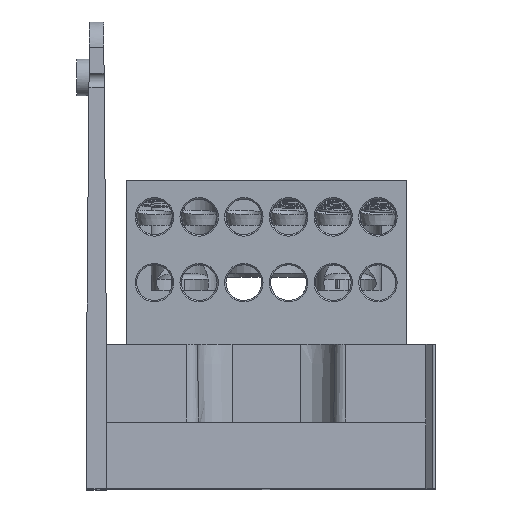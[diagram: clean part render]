
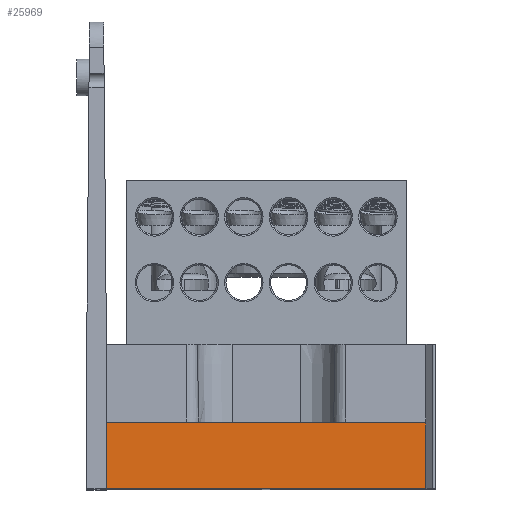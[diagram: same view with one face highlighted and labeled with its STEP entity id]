
A CAD part, top view. The second image highlights one B-rep face of the part: STEP entity #25969.
In plain terms, the highlighted planar face has unit normal (0, -0.035, -0.999).
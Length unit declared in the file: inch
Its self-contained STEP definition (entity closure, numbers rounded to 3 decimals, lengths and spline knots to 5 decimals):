
#1158 = CARTESIAN_POINT ( 'NONE',  ( 1.215, 0., 2.75 ) ) ;
#1586 = CARTESIAN_POINT ( 'NONE',  ( 1.215, 0.5, 2.73254 ) ) ;
#4982 = EDGE_CURVE ( 'NONE', #28626, #34571, #28723, .T. ) ;
#5698 = DIRECTION ( 'NONE',  ( 0., 0.035, 0.999 ) ) ;
#6179 = FACE_OUTER_BOUND ( 'NONE', #8645, .T. ) ;
#6575 = EDGE_CURVE ( 'NONE', #28626, #7850, #27728, .T. ) ;
#6936 = LINE ( 'NONE', #19095, #12476 ) ;
#7671 = AXIS2_PLACEMENT_3D ( 'NONE', #15442, #5698, #28408 ) ;
#7850 = VERTEX_POINT ( 'NONE', #1586 ) ;
#8193 = CARTESIAN_POINT ( 'NONE',  ( -1.215, 0.5, 2.73254 ) ) ;
#8645 = EDGE_LOOP ( 'NONE', ( #30212, #35508, #8730, #9224 ) ) ;
#8730 = ORIENTED_EDGE ( 'NONE', *, *, #6575, .F. ) ;
#9224 = ORIENTED_EDGE ( 'NONE', *, *, #4982, .T. ) ;
#9438 = PLANE ( 'NONE',  #7671 ) ;
#12476 = VECTOR ( 'NONE', #23946, 39.37008 ) ;
#12746 = DIRECTION ( 'NONE',  ( -1., 0., 0. ) ) ;
#14705 = EDGE_CURVE ( 'NONE', #7850, #20984, #16764, .T. ) ;
#15442 = CARTESIAN_POINT ( 'NONE',  ( -1.215, 0., 2.75 ) ) ;
#16764 = LINE ( 'NONE', #26544, #16808 ) ;
#16808 = VECTOR ( 'NONE', #12746, 39.37008 ) ;
#18070 = EDGE_CURVE ( 'NONE', #20984, #34571, #6936, .T. ) ;
#19095 = CARTESIAN_POINT ( 'NONE',  ( -1.215, 0.5, 2.73254 ) ) ;
#19259 = CARTESIAN_POINT ( 'NONE',  ( -1.215, 0., 2.75 ) ) ;
#20543 = DIRECTION ( 'NONE',  ( -1., 0., 0. ) ) ;
#20984 = VERTEX_POINT ( 'NONE', #8193 ) ;
#22149 = CARTESIAN_POINT ( 'NONE',  ( -1.215, 0., 2.75 ) ) ;
#23855 = VECTOR ( 'NONE', #31195, 39.37008 ) ;
#23946 = DIRECTION ( 'NONE',  ( 0., -0.999, 0.035 ) ) ;
#25969 = ADVANCED_FACE ( 'NONE', ( #6179 ), #9438, .F. ) ;
#26544 = CARTESIAN_POINT ( 'NONE',  ( -1.215, 0.5, 2.73254 ) ) ;
#27728 = LINE ( 'NONE', #31288, #23855 ) ;
#28092 = VECTOR ( 'NONE', #20543, 39.37008 ) ;
#28408 = DIRECTION ( 'NONE',  ( 0., -0.999, 0.035 ) ) ;
#28626 = VERTEX_POINT ( 'NONE', #1158 ) ;
#28723 = LINE ( 'NONE', #22149, #28092 ) ;
#30212 = ORIENTED_EDGE ( 'NONE', *, *, #18070, .F. ) ;
#31195 = DIRECTION ( 'NONE',  ( 0., 0.999, -0.035 ) ) ;
#31288 = CARTESIAN_POINT ( 'NONE',  ( 1.215, 0., 2.75 ) ) ;
#34571 = VERTEX_POINT ( 'NONE', #19259 ) ;
#35508 = ORIENTED_EDGE ( 'NONE', *, *, #14705, .F. ) ;
